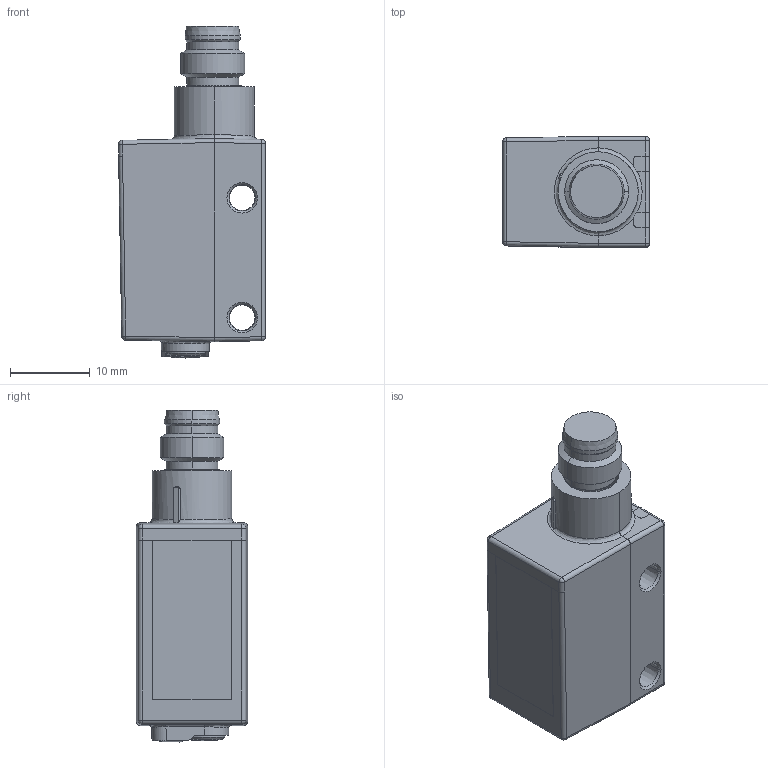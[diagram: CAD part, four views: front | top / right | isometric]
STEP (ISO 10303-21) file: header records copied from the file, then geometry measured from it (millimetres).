
FILE_DESCRIPTION((''),'2;1');
FILE_NAME('DB_CAD7026','2021-12-16T08:17:07',('tiniedziel'),(''),'CREO PARAMETRIC BY PTC INC, 2019292','CREO PARAMETRIC BY PTC INC, 2019292','');
FILE_SCHEMA(('CONFIG_CONTROL_DESIGN','SHAPE_APPEARANCE_LAYERS_GROUPS'));
Length unit declared in the file: millimetre
Products named in the file (1): DB_CAD7026
Bounding box: 18.37 x 13.9 x 41.55 mm (x, y, z)
Volume: 6947.5 mm3; surface area: 3056.5 mm2
Topology: 1 solids, 5 shells, 324 faces, 862 edges, 555 vertices
Faces by surface type: plane 137, cylinder 85, cone 49, bspline 21, sphere 17, torus 15
Entity records: 13712 total; most frequent: CARTESIAN_POINT 3574, ORIENTED_EDGE 1660, DIRECTION 1509, EDGE_CURVE 830, AXIS2_PLACEMENT_3D 528, VERTEX_POINT 523, VECTOR 453, LINE 453
